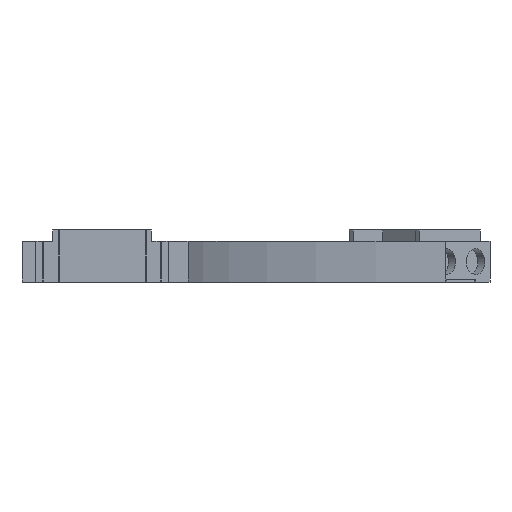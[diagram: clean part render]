
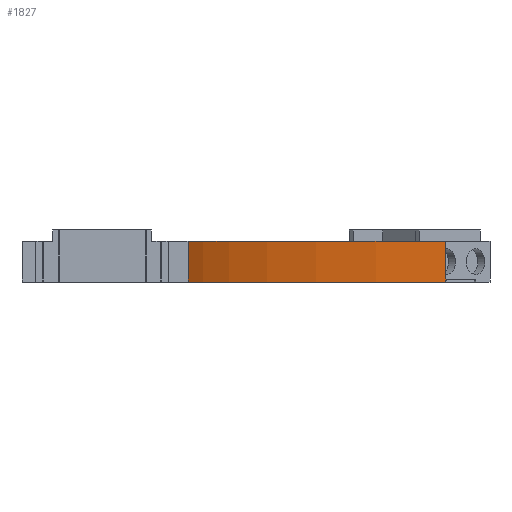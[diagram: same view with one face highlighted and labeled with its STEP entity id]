
A CAD part, left-side view. The second image highlights one B-rep face of the part: STEP entity #1827.
In plain terms, the highlighted cylindrical face has radius 208.1 mm (diameter 416.2 mm), a partial arc.
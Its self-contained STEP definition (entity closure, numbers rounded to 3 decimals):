
#21 = EDGE_CURVE('',#22,#24,#26,.T.);
#22 = VERTEX_POINT('',#23);
#23 = CARTESIAN_POINT('',(51.949,-36.397,-5.));
#24 = VERTEX_POINT('',#25);
#25 = CARTESIAN_POINT('',(-67.451,13.06,-5.));
#26 = SURFACE_CURVE('',#27,(#32,#48),.PCURVE_S1.);
#27 = CIRCLE('',#28,208.1);
#28 = AXIS2_PLACEMENT_3D('',#29,#30,#31);
#29 = CARTESIAN_POINT('',(-83.451,-194.424,-5.));
#30 = DIRECTION('',(0.,0.,1.));
#31 = DIRECTION('',(0.707,0.707,0.));
#32 = PCURVE('',#33,#38);
#33 = PLANE('',#34);
#34 = AXIS2_PLACEMENT_3D('',#35,#36,#37);
#35 = CARTESIAN_POINT('',(-55.884,14.969,-5.));
#36 = DIRECTION('',(0.,0.,-1.));
#37 = DIRECTION('',(-0.609,0.793,0.)
  );
#38 = DEFINITIONAL_REPRESENTATION('',(#39),#47);
#39 = ( BOUNDED_CURVE() B_SPLINE_CURVE(2,(#40,#41,#42,#43,#44,#45,#46),
.UNSPECIFIED.,.T.,.F.) B_SPLINE_CURVE_WITH_KNOTS((1,2,2,2,2,1),(
    -2.094,0.,2.094,4.189,6.283,
8.378),.UNSPECIFIED.) CURVE() GEOMETRIC_REPRESENTATION_ITEM() 
RATIONAL_B_SPLINE_CURVE((1.,0.5,1.,0.5,1.,0.5,1.)) REPRESENTATION_ITEM(
  '') );
#40 = CARTESIAN_POINT('',(-122.178,56.979));
#41 = CARTESIAN_POINT('',(235.178,9.932));
#42 = CARTESIAN_POINT('',(15.756,-276.024));
#43 = CARTESIAN_POINT('',(-203.666,-561.98));
#44 = CARTESIAN_POINT('',(-341.6,-228.977));
#45 = CARTESIAN_POINT('',(-479.535,104.026));
#46 = CARTESIAN_POINT('',(-122.178,56.979));
#47 = ( GEOMETRIC_REPRESENTATION_CONTEXT(2) 
PARAMETRIC_REPRESENTATION_CONTEXT() REPRESENTATION_CONTEXT('2D SPACE',''
  ) );
#48 = PCURVE('',#49,#54);
#49 = CYLINDRICAL_SURFACE('',#50,208.1);
#50 = AXIS2_PLACEMENT_3D('',#51,#52,#53);
#51 = CARTESIAN_POINT('',(-83.451,-194.424,-5.));
#52 = DIRECTION('',(0.,0.,1.));
#53 = DIRECTION('',(0.707,0.707,0.));
#54 = DEFINITIONAL_REPRESENTATION('',(#55),#59);
#55 = LINE('',#56,#57);
#56 = CARTESIAN_POINT('',(0.,0.));
#57 = VECTOR('',#58,1.);
#58 = DIRECTION('',(1.,0.));
#59 = ( GEOMETRIC_REPRESENTATION_CONTEXT(2) 
PARAMETRIC_REPRESENTATION_CONTEXT() REPRESENTATION_CONTEXT('2D SPACE',''
  ) );
#77 = PLANE('',#78);
#78 = AXIS2_PLACEMENT_3D('',#79,#80,#81);
#79 = CARTESIAN_POINT('',(-67.451,61.576,2.8));
#80 = DIRECTION('',(1.,0.,0.));
#81 = DIRECTION('',(0.,0.,-1.));
#1816 = PLANE('',#1817);
#1817 = AXIS2_PLACEMENT_3D('',#1818,#1819,#1820);
#1818 = CARTESIAN_POINT('',(41.,-47.346,2.8));
#1819 = DIRECTION('',(-0.707,0.707,0.
    ));
#1820 = DIRECTION('',(0.,0.,-1.));
#1827 = ADVANCED_FACE('',(#1828),#49,.F.);
#1828 = FACE_BOUND('',#1829,.F.);
#1829 = EDGE_LOOP('',(#1830,#1853,#1854,#1877));
#1830 = ORIENTED_EDGE('',*,*,#1831,.F.);
#1831 = EDGE_CURVE('',#22,#1832,#1834,.T.);
#1832 = VERTEX_POINT('',#1833);
#1833 = CARTESIAN_POINT('',(51.949,-36.397,2.8));
#1834 = SURFACE_CURVE('',#1835,(#1839,#1846),.PCURVE_S1.);
#1835 = LINE('',#1836,#1837);
#1836 = CARTESIAN_POINT('',(51.949,-36.397,-5.));
#1837 = VECTOR('',#1838,1.);
#1838 = DIRECTION('',(0.,0.,1.));
#1839 = PCURVE('',#49,#1840);
#1840 = DEFINITIONAL_REPRESENTATION('',(#1841),#1845);
#1841 = LINE('',#1842,#1843);
#1842 = CARTESIAN_POINT('',(0.077,0.));
#1843 = VECTOR('',#1844,1.);
#1844 = DIRECTION('',(0.,1.));
#1845 = ( GEOMETRIC_REPRESENTATION_CONTEXT(2) 
PARAMETRIC_REPRESENTATION_CONTEXT() REPRESENTATION_CONTEXT('2D SPACE',''
  ) );
#1846 = PCURVE('',#1816,#1847);
#1847 = DEFINITIONAL_REPRESENTATION('',(#1848),#1852);
#1848 = LINE('',#1849,#1850);
#1849 = CARTESIAN_POINT('',(7.8,-15.484));
#1850 = VECTOR('',#1851,1.);
#1851 = DIRECTION('',(-1.,0.));
#1852 = ( GEOMETRIC_REPRESENTATION_CONTEXT(2) 
PARAMETRIC_REPRESENTATION_CONTEXT() REPRESENTATION_CONTEXT('2D SPACE',''
  ) );
#1853 = ORIENTED_EDGE('',*,*,#21,.T.);
#1854 = ORIENTED_EDGE('',*,*,#1855,.T.);
#1855 = EDGE_CURVE('',#24,#1856,#1858,.T.);
#1856 = VERTEX_POINT('',#1857);
#1857 = CARTESIAN_POINT('',(-67.451,13.06,2.8));
#1858 = SURFACE_CURVE('',#1859,(#1863,#1870),.PCURVE_S1.);
#1859 = LINE('',#1860,#1861);
#1860 = CARTESIAN_POINT('',(-67.451,13.06,-5.));
#1861 = VECTOR('',#1862,1.);
#1862 = DIRECTION('',(0.,0.,1.));
#1863 = PCURVE('',#49,#1864);
#1864 = DEFINITIONAL_REPRESENTATION('',(#1865),#1869);
#1865 = LINE('',#1866,#1867);
#1866 = CARTESIAN_POINT('',(0.708,0.));
#1867 = VECTOR('',#1868,1.);
#1868 = DIRECTION('',(0.,1.));
#1869 = ( GEOMETRIC_REPRESENTATION_CONTEXT(2) 
PARAMETRIC_REPRESENTATION_CONTEXT() REPRESENTATION_CONTEXT('2D SPACE',''
  ) );
#1870 = PCURVE('',#77,#1871);
#1871 = DEFINITIONAL_REPRESENTATION('',(#1872),#1876);
#1872 = LINE('',#1873,#1874);
#1873 = CARTESIAN_POINT('',(7.8,-48.516));
#1874 = VECTOR('',#1875,1.);
#1875 = DIRECTION('',(-1.,0.));
#1876 = ( GEOMETRIC_REPRESENTATION_CONTEXT(2) 
PARAMETRIC_REPRESENTATION_CONTEXT() REPRESENTATION_CONTEXT('2D SPACE',''
  ) );
#1877 = ORIENTED_EDGE('',*,*,#1878,.F.);
#1878 = EDGE_CURVE('',#1832,#1856,#1879,.T.);
#1879 = SURFACE_CURVE('',#1880,(#1885,#1892),.PCURVE_S1.);
#1880 = CIRCLE('',#1881,208.1);
#1881 = AXIS2_PLACEMENT_3D('',#1882,#1883,#1884);
#1882 = CARTESIAN_POINT('',(-83.451,-194.424,2.8));
#1883 = DIRECTION('',(0.,0.,1.));
#1884 = DIRECTION('',(0.707,0.707,0.)
  );
#1885 = PCURVE('',#49,#1886);
#1886 = DEFINITIONAL_REPRESENTATION('',(#1887),#1891);
#1887 = LINE('',#1888,#1889);
#1888 = CARTESIAN_POINT('',(0.,7.8));
#1889 = VECTOR('',#1890,1.);
#1890 = DIRECTION('',(1.,0.));
#1891 = ( GEOMETRIC_REPRESENTATION_CONTEXT(2) 
PARAMETRIC_REPRESENTATION_CONTEXT() REPRESENTATION_CONTEXT('2D SPACE',''
  ) );
#1892 = PCURVE('',#1893,#1898);
#1893 = PLANE('',#1894);
#1894 = AXIS2_PLACEMENT_3D('',#1895,#1896,#1897);
#1895 = CARTESIAN_POINT('',(2.27,12.525,2.8));
#1896 = DIRECTION('',(0.,0.,-1.));
#1897 = DIRECTION('',(-0.924,0.383,0.
    ));
#1898 = DEFINITIONAL_REPRESENTATION('',(#1899),#1907);
#1899 = ( BOUNDED_CURVE() B_SPLINE_CURVE(2,(#1900,#1901,#1902,#1903,
#1904,#1905,#1906),.UNSPECIFIED.,.T.,.F.) B_SPLINE_CURVE_WITH_KNOTS((1,2
    ,2,2,2,1),(-2.094,0.,2.094,4.189,
6.283,8.378),.UNSPECIFIED.) CURVE() 
GEOMETRIC_REPRESENTATION_ITEM() RATIONAL_B_SPLINE_CURVE((1.,0.5,1.,0.5,
1.,0.5,1.)) REPRESENTATION_ITEM('') );
#1900 = CARTESIAN_POINT('',(-79.636,-31.741));
#1901 = CARTESIAN_POINT('',(253.367,106.194));
#1902 = CARTESIAN_POINT('',(206.32,-251.163));
#1903 = CARTESIAN_POINT('',(159.273,-608.519));
#1904 = CARTESIAN_POINT('',(-126.683,-389.097));
#1905 = CARTESIAN_POINT('',(-412.639,-169.675));
#1906 = CARTESIAN_POINT('',(-79.636,-31.741));
#1907 = ( GEOMETRIC_REPRESENTATION_CONTEXT(2) 
PARAMETRIC_REPRESENTATION_CONTEXT() REPRESENTATION_CONTEXT('2D SPACE',''
  ) );
